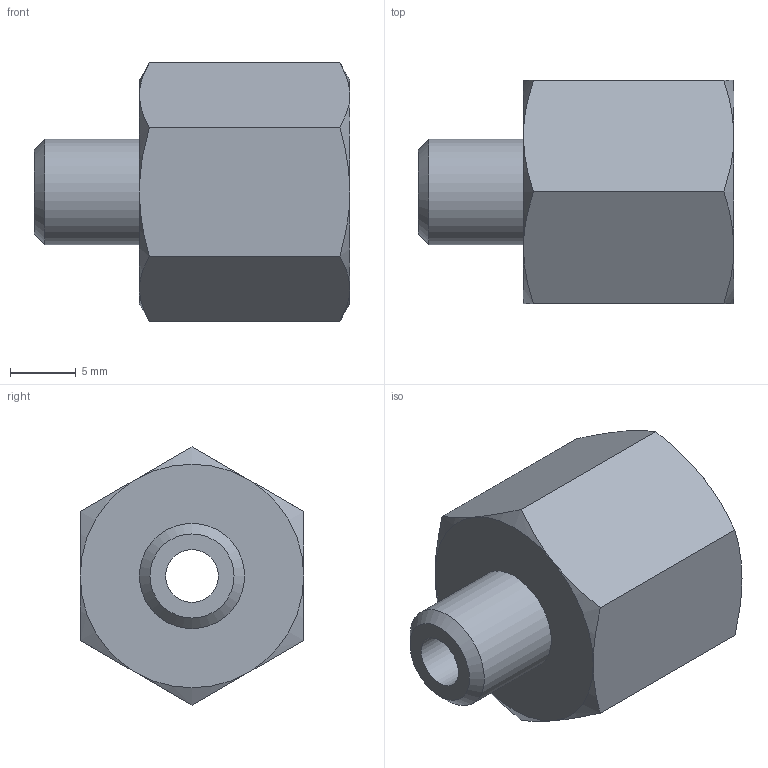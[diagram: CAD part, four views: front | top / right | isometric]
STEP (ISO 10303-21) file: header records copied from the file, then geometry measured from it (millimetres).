
FILE_DESCRIPTION((''),'2;1');
FILE_NAME('1024_Reduziernippel_M8x1.stp','2012-02-28T11:06:17',('pascalzweiacker'),(''),'Autodesk Inventor 2012','Autodesk Inventor 2012','');
FILE_SCHEMA(('AUTOMOTIVE_DESIGN { 1 0 10303 214 1 1 1 1 }'));
Length unit declared in the file: millimetre
Products named in the file (1): 1024_Reduziernippel_M8x1
Bounding box: 24 x 17 x 19.63 mm (x, y, z)
Volume: 2850.5 mm3; surface area: 2158 mm2
Topology: 1 solids, 1 shells, 27 faces, 57 edges, 33 vertices
Faces by surface type: cone 15, plane 9, cylinder 3
Full cylindrical faces by diameter (mm): 4 x1, 8 x1, 11.445 x1
Entity records: 678 total; most frequent: CARTESIAN_POINT 158, DIRECTION 102, ORIENTED_EDGE 100, EDGE_CURVE 50, AXIS2_PLACEMENT_3D 48, EDGE_LOOP 36, VERTEX_POINT 32, FACE_OUTER_BOUND 27
